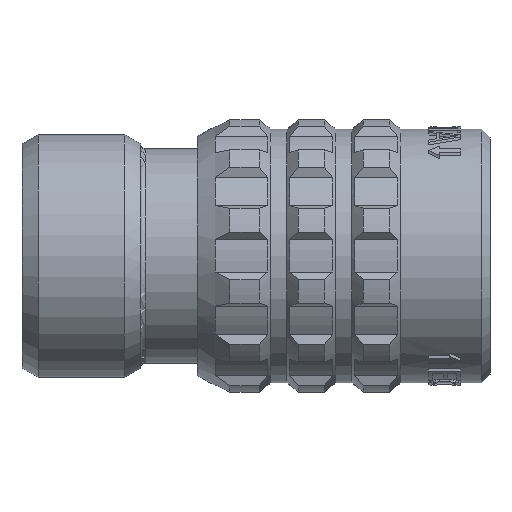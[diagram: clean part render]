
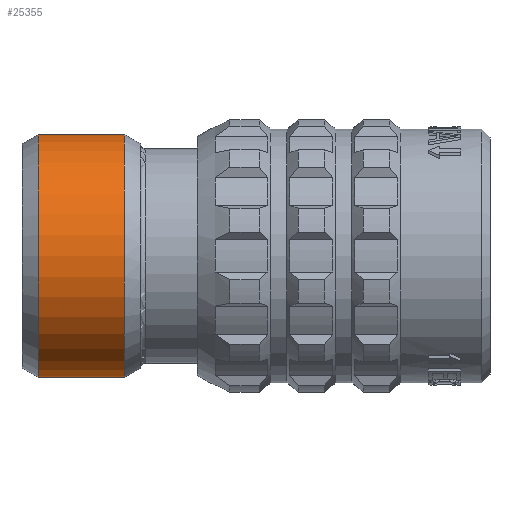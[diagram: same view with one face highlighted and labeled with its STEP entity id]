
A CAD part, top view. The second image highlights one B-rep face of the part: STEP entity #25355.
In plain terms, the highlighted cylindrical face has radius 7.475 mm (diameter 14.95 mm), a partial arc.
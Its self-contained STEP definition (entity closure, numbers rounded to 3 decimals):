
#4925=CARTESIAN_POINT('',(-10.886,0.,0.));
#4926=DIRECTION('',(1.,0.,0.));
#4927=DIRECTION('',(0.,1.,0.));
#4928=AXIS2_PLACEMENT_3D('',#4925,#4926,#4927);
#4930=CARTESIAN_POINT('',(-5.586,0.,0.));
#4931=DIRECTION('',(1.,0.,0.));
#4932=DIRECTION('',(0.,1.,0.));
#4933=AXIS2_PLACEMENT_3D('',#4930,#4931,#4932);
#4935=DIRECTION('',(-1.,0.,0.));
#4936=VECTOR('',#4935,5.3);
#4937=CARTESIAN_POINT('',(-5.586,7.475,0.));
#4938=LINE('1763',#4937,#4936);
#4939=DIRECTION('',(-1.,0.,0.));
#4940=VECTOR('',#4939,5.3);
#4941=CARTESIAN_POINT('',(-5.586,-7.475,0.));
#4942=LINE('1767',#4941,#4940);
#17566=CARTESIAN_POINT('',(-5.586,7.475,0.));
#17567=CARTESIAN_POINT('',(-10.886,7.475,0.));
#17568=VERTEX_POINT('',#17566);
#17569=VERTEX_POINT('',#17567);
#17576=CARTESIAN_POINT('',(-5.586,-7.475,0.));
#17577=CARTESIAN_POINT('',(-10.886,-7.475,0.));
#17578=VERTEX_POINT('',#17576);
#17579=VERTEX_POINT('',#17577);
#25341=CARTESIAN_POINT('',(-13.326,0.,0.));
#25342=DIRECTION('',(1.,0.,0.));
#25343=DIRECTION('',(0.,-1.,0.));
#25344=AXIS2_PLACEMENT_3D('',#25341,#25342,#25343);
#25345=CYLINDRICAL_SURFACE('277',#25344,7.475);
#25347=ORIENTED_EDGE('1763',*,*,#25346,.F.);
#25349=ORIENTED_EDGE('1777',*,*,#25348,.T.);
#25351=ORIENTED_EDGE('1767',*,*,#25350,.T.);
#25352=ORIENTED_EDGE('1778',*,*,#25327,.F.);
#25353=EDGE_LOOP('277',(#25347,#25349,#25351,#25352));
#25354=FACE_OUTER_BOUND('277',#25353,.F.);
#4929=CIRCLE('1778',#4928,7.475);
#4934=CIRCLE('1777',#4933,7.475);
#25327=EDGE_CURVE('1778',#17569,#17579,#4929,.T.);
#25346=EDGE_CURVE('1763',#17568,#17569,#4938,.T.);
#25348=EDGE_CURVE('1777',#17568,#17578,#4934,.T.);
#25350=EDGE_CURVE('1767',#17578,#17579,#4942,.T.);
#25355=ADVANCED_FACE('277',(#25354),#25345,.T.);
